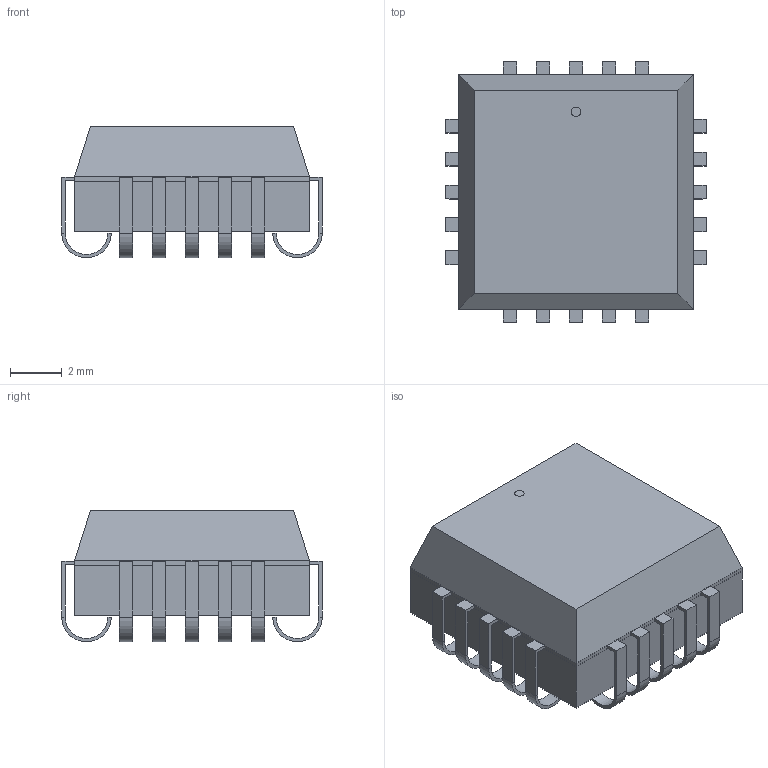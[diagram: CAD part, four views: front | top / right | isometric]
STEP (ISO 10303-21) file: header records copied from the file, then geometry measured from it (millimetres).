
FILE_DESCRIPTION(('STEP AP214'),'1');
FILE_NAME('P_20A_ADI','2021-02-18T19:47:53',(''),(''),'','','');
FILE_SCHEMA(('AUTOMOTIVE_DESIGN'));
Length unit declared in the file: millimetre
Products named in the file (1): product
Bounding box: 10.03 x 10.03 x 5.07 mm (x, y, z)
Volume: 318.9 mm3; surface area: 431.6 mm2
Topology: 22 solids, 22 shells, 257 faces, 551 edges, 338 vertices
Faces by surface type: plane 216, cylinder 41
Full cylindrical faces by diameter (mm): 0.362 x1
Entity records: 6520 total; most frequent: DIRECTION 1150, ORIENTED_EDGE 1100, CARTESIAN_POINT 639, EDGE_CURVE 550, LINE 468, VECTOR 468, AXIS2_PLACEMENT_3D 341, VERTEX_POINT 338
